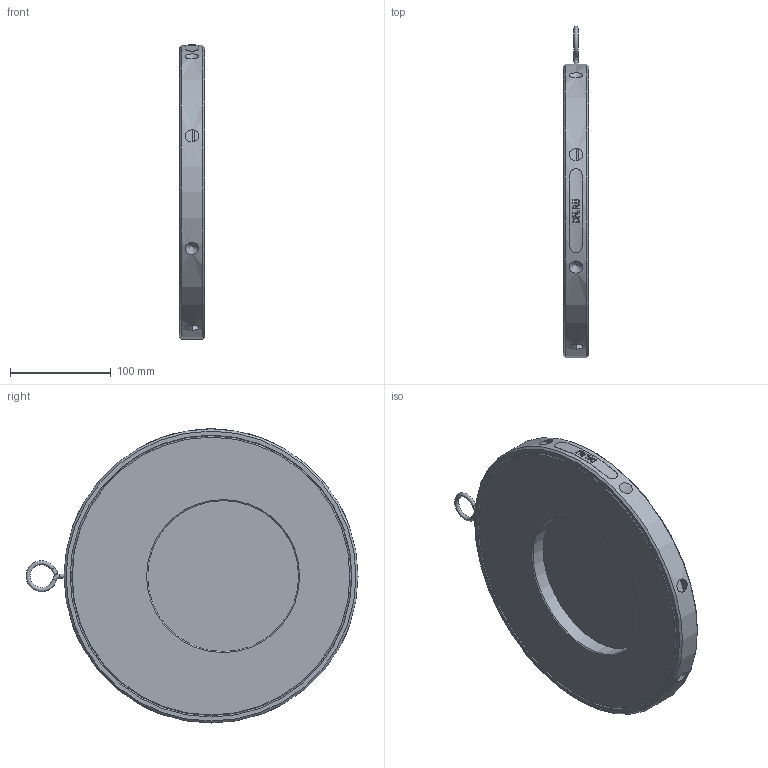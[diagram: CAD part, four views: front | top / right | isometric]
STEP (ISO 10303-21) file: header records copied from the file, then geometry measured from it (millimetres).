
FILE_DESCRIPTION(/* description */ (''),/* implementation_level */ '2;1');
FILE_NAME(/* name */ 'DN200_3D_STEP.stp',/* time_stamp */ '2024-10-27T20:38:49+03:00',/* author */ ('igorr'),/* organization */ (''),/* preprocessor_version */ 'ST-DEVELOPER v20',/* originating_system */ 'Autodesk Inventor 2025',/* authorisation */ '');
FILE_SCHEMA (('AUTOMOTIVE_DESIGN { 1 0 10303 214 3 1 1 }'));
Length unit declared in the file: millimetre
Products named in the file (1): Деталь
Bounding box: 25 x 329.82 x 292.2 mm (x, y, z)
Volume: 1289380.6 mm3; surface area: 176782.5 mm2
Topology: 1 solids, 1 shells, 198 faces, 502 edges, 323 vertices
Faces by surface type: plane 92, cylinder 41, bspline 30, torus 18, cone 16, sphere 1
Full cylindrical faces by diameter (mm): 0.1 x1, 4 x2, 6 x2, 25 x1, 150 x1, 292 x1
Entity records: 7384 total; most frequent: CARTESIAN_POINT 2509, ORIENTED_EDGE 984, DIRECTION 895, EDGE_CURVE 492, VERTEX_POINT 325, AXIS2_PLACEMENT_3D 322, LINE 251, VECTOR 251
